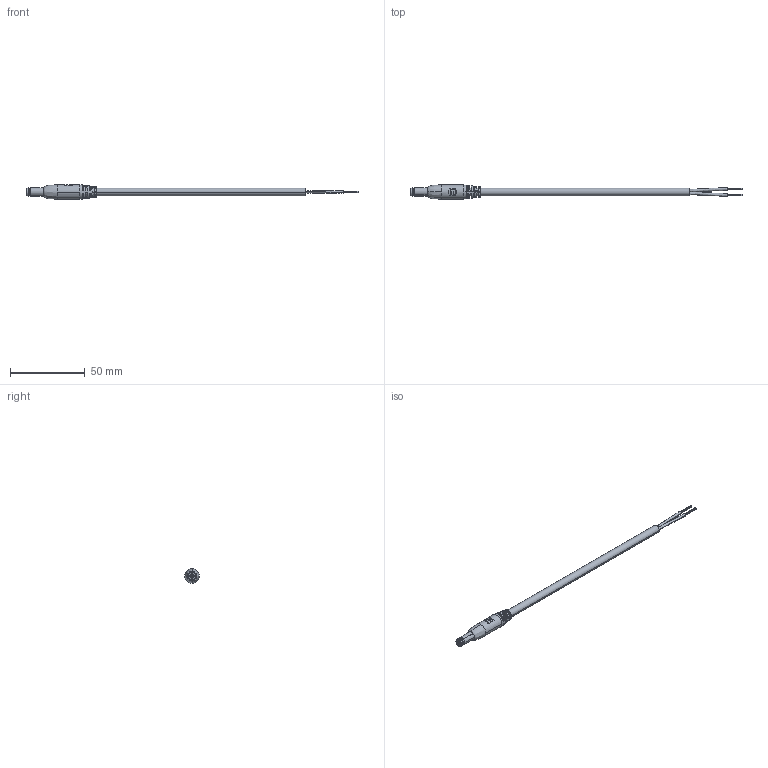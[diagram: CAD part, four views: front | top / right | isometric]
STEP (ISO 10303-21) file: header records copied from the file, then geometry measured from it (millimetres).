
FILE_DESCRIPTION (( 'STEP AP203' ), '1' );
FILE_NAME ('10-03338.STEP', '2019-04-25T17:36:59', ( '' ), ( '' ), 'SwSTEP 2.0', 'SolidWorks 2015', '' );
FILE_SCHEMA (( 'CONFIG_CONTROL_DESIGN' ));
Length unit declared in the file: millimetre
Products named in the file (7): 50-00024 insulator; 50-00024; 24-00182; 50-00024 shell; 10-03338; 50-00024 contact; 30-00683_s+t 10 mm
Assembly tree (6 placements, depth 3):
  10-03338
    30-00683_s+t 10 mm
    24-00182
    50-00024
      50-00024 contact
      50-00024 insulator
      50-00024 shell
Bounding box: 222.68 x 9.6 x 9.6 mm (x, y, z)
Volume: 5859.5 mm3; surface area: 21232.3 mm2
Topology: 89 solids, 89 shells, 1024 faces, 2220 edges, 1462 vertices
Faces by surface type: cylinder 555, plane 326, bspline 93, cone 26, torus 24
Entity records: 32262 total; most frequent: CARTESIAN_POINT 8448, DIRECTION 5095, ORIENTED_EDGE 4440, EDGE_CURVE 2220, AXIS2_PLACEMENT_3D 2194, VERTEX_POINT 1462, EDGE_LOOP 1282, CIRCLE 1253
